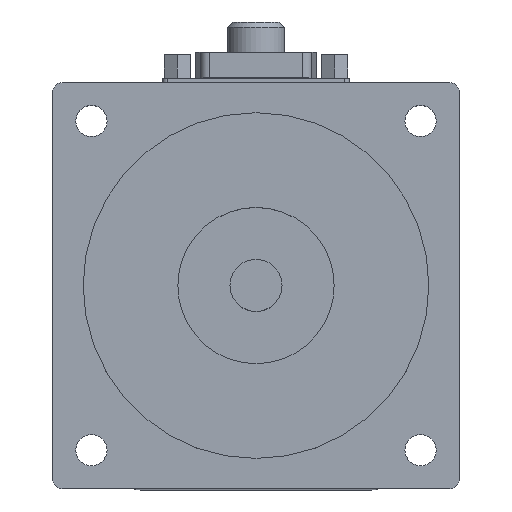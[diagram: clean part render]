
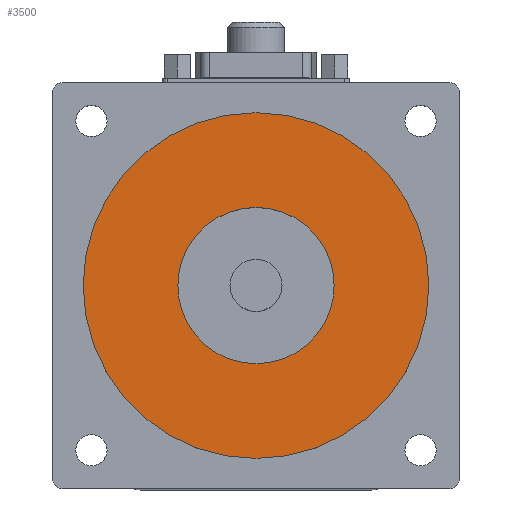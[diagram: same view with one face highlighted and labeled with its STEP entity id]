
A CAD part, top view. The second image highlights one B-rep face of the part: STEP entity #3500.
In plain terms, the highlighted planar face has unit normal (0, 0, 1).
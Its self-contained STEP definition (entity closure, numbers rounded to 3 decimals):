
#551=ORIENTED_EDGE('',*,*,#1200,.F.);
#552=ORIENTED_EDGE('',*,*,#1198,.T.);
#1198=EDGE_CURVE('',#1522,#1522,#1709,.T.);
#1200=EDGE_CURVE('',#1524,#1524,#1711,.T.);
#1522=VERTEX_POINT('',#4919);
#1524=VERTEX_POINT('',#4924);
#1709=CIRCLE('',#3697,36.5);
#1711=CIRCLE('',#3700,16.5);
#1828=EDGE_LOOP('',(#551));
#1829=EDGE_LOOP('',(#552));
#2066=FACE_BOUND('',#1828,.T.);
#2067=FACE_BOUND('',#1829,.T.);
#2295=PLANE('',#3699);
#3500=ADVANCED_FACE('',(#2066,#2067),#2295,.F.);
#3697=AXIS2_PLACEMENT_3D('',#4918,#4088,#4089);
#3699=AXIS2_PLACEMENT_3D('',#4922,#4092,#4093);
#3700=AXIS2_PLACEMENT_3D('',#4923,#4094,#4095);
#4088=DIRECTION('',(0.,0.,1.));
#4089=DIRECTION('',(1.,0.,0.));
#4092=DIRECTION('',(0.,0.,-1.));
#4093=DIRECTION('',(-1.,0.,0.));
#4094=DIRECTION('',(0.,0.,1.));
#4095=DIRECTION('',(1.,0.,0.));
#4918=CARTESIAN_POINT('',(0.,0.,2.));
#4919=CARTESIAN_POINT('',(36.5,0.,2.));
#4922=CARTESIAN_POINT('',(36.5,0.,2.));
#4923=CARTESIAN_POINT('',(0.,0.,2.));
#4924=CARTESIAN_POINT('',(16.5,0.,2.));
